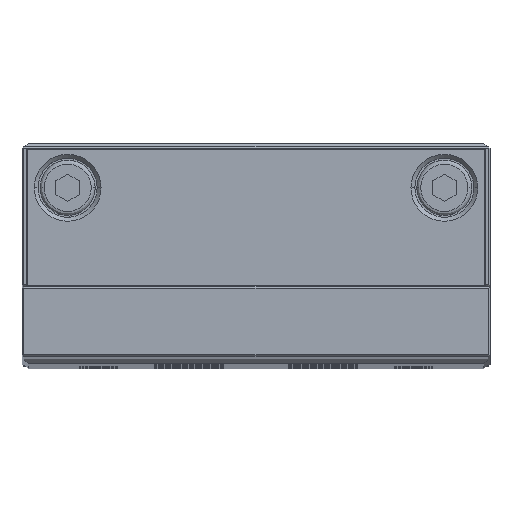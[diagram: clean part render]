
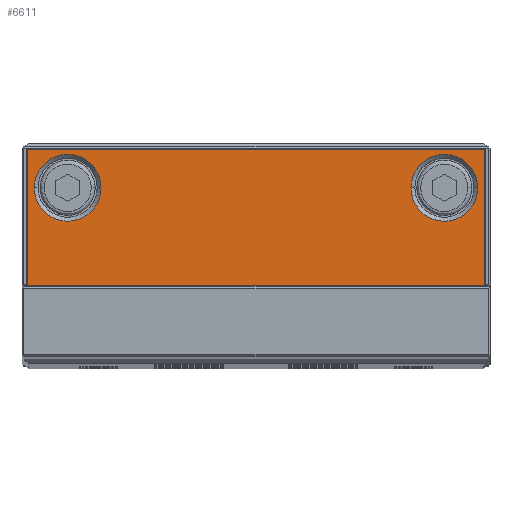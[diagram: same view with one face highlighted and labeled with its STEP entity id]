
A CAD part, top view. The second image highlights one B-rep face of the part: STEP entity #6611.
In plain terms, the highlighted planar face has unit normal (0, 0, 1).
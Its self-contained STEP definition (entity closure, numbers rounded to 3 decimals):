
#4561=FACE_BOUND('',#10588,.T.);
#4562=FACE_BOUND('',#10589,.T.);
#4563=FACE_BOUND('',#10590,.T.);
#5006=PLANE('',#38049);
#6611=ADVANCED_FACE('',(#4561,#4562,#4563),#5006,.T.);
#10588=EDGE_LOOP('',(#19475,#19476,#19477,#19478));
#10589=EDGE_LOOP('',(#19479,#19480));
#10590=EDGE_LOOP('',(#19481,#19482));
#12853=LINE('',#50298,#16114);
#12854=LINE('',#50301,#16115);
#12855=LINE('',#50303,#16116);
#12856=LINE('',#50305,#16117);
#16114=VECTOR('',#41124,1.);
#16115=VECTOR('',#41125,1.);
#16116=VECTOR('',#41126,1.);
#16117=VECTOR('',#41127,1.);
#19475=ORIENTED_EDGE('',*,*,#32077,.T.);
#19476=ORIENTED_EDGE('',*,*,#32078,.T.);
#19477=ORIENTED_EDGE('',*,*,#32079,.T.);
#19478=ORIENTED_EDGE('',*,*,#32080,.T.);
#19479=ORIENTED_EDGE('',*,*,#32003,.T.);
#19480=ORIENTED_EDGE('',*,*,#32076,.T.);
#19481=ORIENTED_EDGE('',*,*,#32007,.T.);
#19482=ORIENTED_EDGE('',*,*,#32075,.T.);
#28935=VERTEX_POINT('',#50144);
#28936=VERTEX_POINT('',#50146);
#28939=VERTEX_POINT('',#50153);
#28940=VERTEX_POINT('',#50155);
#28981=VERTEX_POINT('',#50299);
#28982=VERTEX_POINT('',#50300);
#28983=VERTEX_POINT('',#50302);
#28984=VERTEX_POINT('',#50304);
#32003=EDGE_CURVE('',#28936,#28935,#36805,.T.);
#32007=EDGE_CURVE('',#28940,#28939,#36807,.T.);
#32075=EDGE_CURVE('',#28939,#28940,#36830,.T.);
#32076=EDGE_CURVE('',#28935,#28936,#36831,.T.);
#32077=EDGE_CURVE('',#28981,#28982,#12853,.T.);
#32078=EDGE_CURVE('',#28982,#28983,#12854,.T.);
#32079=EDGE_CURVE('',#28983,#28984,#12855,.T.);
#32080=EDGE_CURVE('',#28984,#28981,#12856,.T.);
#36805=CIRCLE('',#37988,4.25);
#36807=CIRCLE('',#37991,4.25);
#36830=CIRCLE('',#38045,4.25);
#36831=CIRCLE('',#38047,4.25);
#37988=AXIS2_PLACEMENT_3D('',#50145,#40955,#40956);
#37991=AXIS2_PLACEMENT_3D('',#50154,#40963,#40964);
#38045=AXIS2_PLACEMENT_3D('',#50294,#41116,#41117);
#38047=AXIS2_PLACEMENT_3D('',#50296,#41120,#41121);
#38049=AXIS2_PLACEMENT_3D('',#50306,#41128,#41129);
#40955=DIRECTION('',(0.,0.,-1.));
#40956=DIRECTION('',(1.,0.,0.));
#40963=DIRECTION('',(0.,0.,-1.));
#40964=DIRECTION('',(1.,0.,0.));
#41116=DIRECTION('',(0.,0.,-1.));
#41117=DIRECTION('',(1.,0.,0.));
#41120=DIRECTION('',(0.,0.,-1.));
#41121=DIRECTION('',(1.,0.,0.));
#41124=DIRECTION('',(0.,-1.,0.));
#41125=DIRECTION('',(1.,0.,0.));
#41126=DIRECTION('',(0.,1.,0.));
#41127=DIRECTION('',(-1.,0.,0.));
#41128=DIRECTION('',(0.,0.,1.));
#41129=DIRECTION('',(1.,0.,0.));
#50144=CARTESIAN_POINT('',(19.7,22.2,270.5));
#50145=CARTESIAN_POINT('',(23.95,22.2,270.5));
#50146=CARTESIAN_POINT('',(28.2,22.2,270.5));
#50153=CARTESIAN_POINT('',(-28.2,22.2,270.5));
#50154=CARTESIAN_POINT('',(-23.95,22.2,270.5));
#50155=CARTESIAN_POINT('',(-19.7,22.2,270.5));
#50294=CARTESIAN_POINT('',(-23.95,22.2,270.5));
#50296=CARTESIAN_POINT('',(23.95,22.2,270.5));
#50298=CARTESIAN_POINT('',(-29.1,9.7,270.5));
#50299=CARTESIAN_POINT('',(-29.1,27.1,270.5));
#50300=CARTESIAN_POINT('',(-29.1,9.8,270.5));
#50301=CARTESIAN_POINT('',(29.2,9.8,270.5));
#50302=CARTESIAN_POINT('',(29.1,9.8,270.5));
#50303=CARTESIAN_POINT('',(29.1,27.2,270.5));
#50304=CARTESIAN_POINT('',(29.1,27.1,270.5));
#50305=CARTESIAN_POINT('',(-29.2,27.1,270.5));
#50306=CARTESIAN_POINT('',(-29.2,9.7,270.5));
